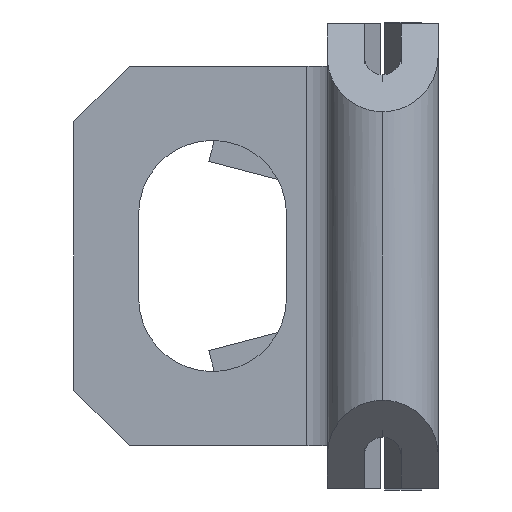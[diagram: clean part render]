
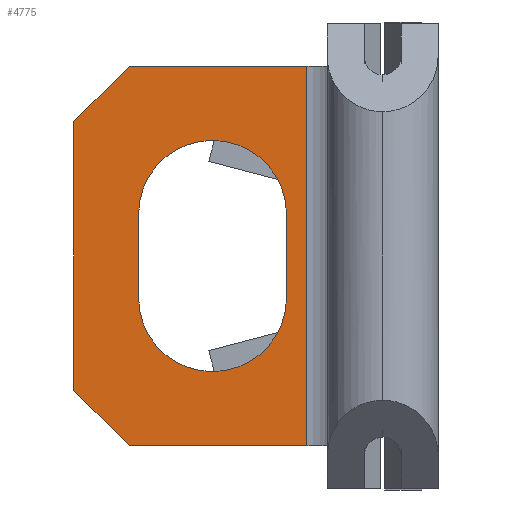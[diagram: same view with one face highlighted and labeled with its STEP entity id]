
A CAD part, left-side view. The second image highlights one B-rep face of the part: STEP entity #4775.
In plain terms, the highlighted planar face has unit normal (-1, 0, 0).
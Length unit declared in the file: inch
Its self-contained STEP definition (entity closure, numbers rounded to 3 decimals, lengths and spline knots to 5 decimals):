
#59 = CARTESIAN_POINT ( 'NONE',  ( 0.72, 0.092, -0.0225 ) ) ;
#140 = VERTEX_POINT ( 'NONE', #7603 ) ;
#376 = ORIENTED_EDGE ( 'NONE', *, *, #1116, .T. ) ;
#430 = VECTOR ( 'NONE', #7608, 39.37008 ) ;
#447 = CARTESIAN_POINT ( 'NONE',  ( 0.72, 0.167, 0.0725 ) ) ;
#649 = DIRECTION ( 'NONE',  ( 0., 0., -1. ) ) ;
#697 = CIRCLE ( 'NONE', #4012, 0.04 ) ;
#970 = DIRECTION ( 'NONE',  ( 1., 0., 0. ) ) ;
#989 = AXIS2_PLACEMENT_3D ( 'NONE', #4567, #970, #5175 ) ;
#1116 = EDGE_CURVE ( 'NONE', #2155, #6853, #4212, .T. ) ;
#1211 = VERTEX_POINT ( 'NONE', #7237 ) ;
#1229 = DIRECTION ( 'NONE',  ( 0., 0., -1. ) ) ;
#1230 = CARTESIAN_POINT ( 'NONE',  ( 0.72, 0.132, 0.0225 ) ) ;
#1464 = FACE_BOUND ( 'NONE', #6862, .T. ) ;
#1540 = LINE ( 'NONE', #6609, #2740 ) ;
#1607 = CARTESIAN_POINT ( 'NONE',  ( 0.72, 0.167, 0.155 ) ) ;
#1772 = ORIENTED_EDGE ( 'NONE', *, *, #6936, .T. ) ;
#1793 = CARTESIAN_POINT ( 'NONE',  ( 0.72, 0.167, 0.0725 ) ) ;
#1821 = DIRECTION ( 'NONE',  ( 0., 1., 0. ) ) ;
#2012 = EDGE_CURVE ( 'NONE', #4321, #7229, #5633, .T. ) ;
#2097 = DIRECTION ( 'NONE',  ( 1., 0., 0. ) ) ;
#2117 = CARTESIAN_POINT ( 'NONE',  ( 0.72, 0.137, 0.1025 ) ) ;
#2155 = VERTEX_POINT ( 'NONE', #1230 ) ;
#2232 = LINE ( 'NONE', #1793, #7036 ) ;
#2264 = EDGE_LOOP ( 'NONE', ( #7222, #3986, #3352, #7799, #1772, #6208 ) ) ;
#2299 = CARTESIAN_POINT ( 'NONE',  ( 0.72, 0.132, 0.0225 ) ) ;
#2319 = VERTEX_POINT ( 'NONE', #6205 ) ;
#2388 = DIRECTION ( 'NONE',  ( 0., 0., -1. ) ) ;
#2409 = DIRECTION ( 'NONE',  ( 1., 0., 0. ) ) ;
#2451 = AXIS2_PLACEMENT_3D ( 'NONE', #6268, #2097, #6290 ) ;
#2530 = EDGE_CURVE ( 'NONE', #7229, #4913, #5622, .T. ) ;
#2599 = EDGE_CURVE ( 'NONE', #4021, #4321, #2232, .T. ) ;
#2740 = VECTOR ( 'NONE', #1821, 39.37008 ) ;
#2855 = LINE ( 'NONE', #4832, #6081 ) ;
#2856 = VECTOR ( 'NONE', #5897, 39.37008 ) ;
#3005 = CARTESIAN_POINT ( 'NONE',  ( 0.72, 0.092, 0.0225 ) ) ;
#3294 = CARTESIAN_POINT ( 'NONE',  ( 0.72, 0.052, -0.0225 ) ) ;
#3352 = ORIENTED_EDGE ( 'NONE', *, *, #5215, .T. ) ;
#3392 = CARTESIAN_POINT ( 'NONE',  ( 0.72, 0.167, -0.1025 ) ) ;
#3514 = CARTESIAN_POINT ( 'NONE',  ( 0.72, 0.052, 0.0225 ) ) ;
#3578 = CARTESIAN_POINT ( 'NONE',  ( 0.72, 0.137, -0.1025 ) ) ;
#3844 = VECTOR ( 'NONE', #5249, 39.37008 ) ;
#3878 = EDGE_CURVE ( 'NONE', #2319, #140, #5885, .T. ) ;
#3889 = CIRCLE ( 'NONE', #989, 0.04 ) ;
#3986 = ORIENTED_EDGE ( 'NONE', *, *, #2530, .T. ) ;
#4012 = AXIS2_PLACEMENT_3D ( 'NONE', #59, #4251, #649 ) ;
#4021 = VERTEX_POINT ( 'NONE', #2117 ) ;
#4037 = VECTOR ( 'NONE', #4103, 39.37008 ) ;
#4103 = DIRECTION ( 'NONE',  ( 0., 0., -1. ) ) ;
#4198 = EDGE_CURVE ( 'NONE', #6853, #4798, #2855, .T. ) ;
#4212 = CIRCLE ( 'NONE', #6094, 0.04 ) ;
#4251 = DIRECTION ( 'NONE',  ( 1., 0., 0. ) ) ;
#4321 = VERTEX_POINT ( 'NONE', #447 ) ;
#4481 = PLANE ( 'NONE',  #2451 ) ;
#4484 = LINE ( 'NONE', #2299, #2856 ) ;
#4567 = CARTESIAN_POINT ( 'NONE',  ( 0.72, 0.092, -0.0225 ) ) ;
#4622 = ORIENTED_EDGE ( 'NONE', *, *, #5965, .T. ) ;
#4775 = ADVANCED_FACE ( 'NONE', ( #1464, #7492 ), #4481, .F. ) ;
#4798 = VERTEX_POINT ( 'NONE', #3294 ) ;
#4832 = CARTESIAN_POINT ( 'NONE',  ( 0.72, 0.052, 0.0225 ) ) ;
#4913 = VERTEX_POINT ( 'NONE', #3578 ) ;
#5001 = VERTEX_POINT ( 'NONE', #6682 ) ;
#5175 = DIRECTION ( 'NONE',  ( 0., 0., -1. ) ) ;
#5215 = EDGE_CURVE ( 'NONE', #4913, #140, #6628, .T. ) ;
#5249 = DIRECTION ( 'NONE',  ( 0., -0.707, -0.707 ) ) ;
#5585 = CARTESIAN_POINT ( 'NONE',  ( 0.72, 0.041, 0.155 ) ) ;
#5622 = LINE ( 'NONE', #7661, #3844 ) ;
#5633 = LINE ( 'NONE', #1607, #4037 ) ;
#5700 = VECTOR ( 'NONE', #6189, 39.37008 ) ;
#5750 = ORIENTED_EDGE ( 'NONE', *, *, #7285, .T. ) ;
#5885 = LINE ( 'NONE', #5585, #5700 ) ;
#5897 = DIRECTION ( 'NONE',  ( 0., 0., 1. ) ) ;
#5965 = EDGE_CURVE ( 'NONE', #1211, #5001, #697, .T. ) ;
#6005 = DIRECTION ( 'NONE',  ( 0., 0.707, -0.707 ) ) ;
#6081 = VECTOR ( 'NONE', #1229, 39.37008 ) ;
#6094 = AXIS2_PLACEMENT_3D ( 'NONE', #3005, #2409, #2388 ) ;
#6189 = DIRECTION ( 'NONE',  ( 0., 0., -1. ) ) ;
#6205 = CARTESIAN_POINT ( 'NONE',  ( 0.72, 0.041, 0.1025 ) ) ;
#6208 = ORIENTED_EDGE ( 'NONE', *, *, #2599, .T. ) ;
#6268 = CARTESIAN_POINT ( 'NONE',  ( 0.72, 0.167, 0.155 ) ) ;
#6290 = DIRECTION ( 'NONE',  ( 0., 0., -1. ) ) ;
#6310 = CARTESIAN_POINT ( 'NONE',  ( 0.72, 0.167, -0.0725 ) ) ;
#6374 = ORIENTED_EDGE ( 'NONE', *, *, #7767, .T. ) ;
#6609 = CARTESIAN_POINT ( 'NONE',  ( 0.72, 0.167, 0.1025 ) ) ;
#6628 = LINE ( 'NONE', #3392, #430 ) ;
#6682 = CARTESIAN_POINT ( 'NONE',  ( 0.72, 0.132, -0.0225 ) ) ;
#6766 = ORIENTED_EDGE ( 'NONE', *, *, #4198, .T. ) ;
#6853 = VERTEX_POINT ( 'NONE', #3514 ) ;
#6862 = EDGE_LOOP ( 'NONE', ( #6374, #376, #6766, #5750, #4622 ) ) ;
#6936 = EDGE_CURVE ( 'NONE', #2319, #4021, #1540, .T. ) ;
#7036 = VECTOR ( 'NONE', #6005, 39.37008 ) ;
#7222 = ORIENTED_EDGE ( 'NONE', *, *, #2012, .T. ) ;
#7229 = VERTEX_POINT ( 'NONE', #6310 ) ;
#7237 = CARTESIAN_POINT ( 'NONE',  ( 0.72, 0.092, -0.0625 ) ) ;
#7285 = EDGE_CURVE ( 'NONE', #4798, #1211, #3889, .T. ) ;
#7492 = FACE_OUTER_BOUND ( 'NONE', #2264, .T. ) ;
#7603 = CARTESIAN_POINT ( 'NONE',  ( 0.72, 0.041, -0.1025 ) ) ;
#7608 = DIRECTION ( 'NONE',  ( 0., -1., 0. ) ) ;
#7661 = CARTESIAN_POINT ( 'NONE',  ( 0.72, 0.167, -0.0725 ) ) ;
#7767 = EDGE_CURVE ( 'NONE', #5001, #2155, #4484, .T. ) ;
#7799 = ORIENTED_EDGE ( 'NONE', *, *, #3878, .F. ) ;
